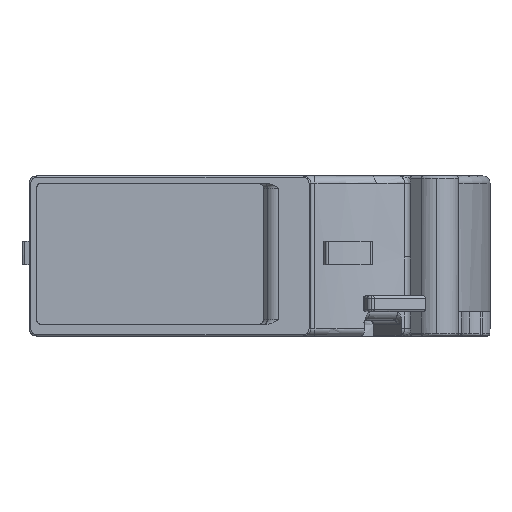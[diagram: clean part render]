
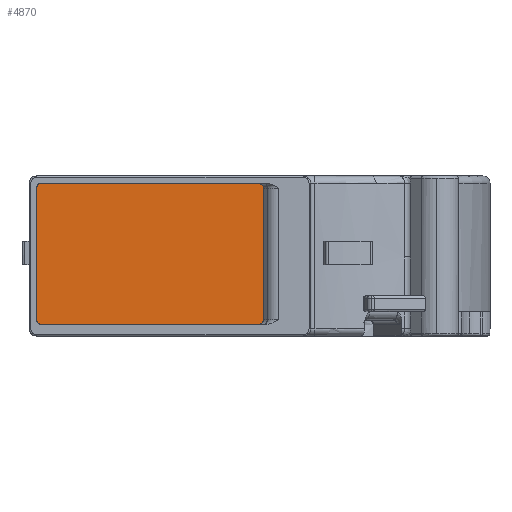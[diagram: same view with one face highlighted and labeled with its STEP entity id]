
A CAD part, left-side view. The second image highlights one B-rep face of the part: STEP entity #4870.
In plain terms, the highlighted planar face has unit normal (-1, 0, 0).
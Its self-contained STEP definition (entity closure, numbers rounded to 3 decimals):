
#4766=AXIS2_PLACEMENT_3D('Plane Axis2P3D',#4763,#4764,#4765) ;
#4670=CARTESIAN_POINT('Vertex',(-48.,6.445,2.4)) ;
#4673=CARTESIAN_POINT('Line Origine',(-48.,28.722,2.4)) ;
#4677=CARTESIAN_POINT('Vertex',(-48.,51.,2.4)) ;
#4710=CARTESIAN_POINT('Vertex',(-48.,52.,3.4)) ;
#4713=CARTESIAN_POINT('Line Origine',(-48.,52.,16.95)) ;
#4717=CARTESIAN_POINT('Vertex',(-48.,52.,30.5)) ;
#4763=CARTESIAN_POINT('Axis2P3D Location',(-48.,0.,0.)) ;
#4769=CARTESIAN_POINT('Control Point',(-48.,52.,3.4)) ;
#4770=CARTESIAN_POINT('Control Point',(-48.,52.,3.302)) ;
#4771=CARTESIAN_POINT('Control Point',(-48.,51.988,3.204)) ;
#4772=CARTESIAN_POINT('Control Point',(-48.,51.964,3.108)) ;
#4773=CARTESIAN_POINT('Control Point',(-48.,51.893,2.924)) ;
#4774=CARTESIAN_POINT('Control Point',(-48.,51.78,2.762)) ;
#4775=CARTESIAN_POINT('Control Point',(-48.,51.713,2.689)) ;
#4776=CARTESIAN_POINT('Control Point',(-48.,51.564,2.56)) ;
#4777=CARTESIAN_POINT('Control Point',(-48.,51.388,2.47)) ;
#4778=CARTESIAN_POINT('Control Point',(-48.,51.295,2.437)) ;
#4779=CARTESIAN_POINT('Control Point',(-48.,51.179,2.41)) ;
#4780=CARTESIAN_POINT('Control Point',(-48.,51.061,2.402)) ;
#4781=CARTESIAN_POINT('Control Point',(-48.,51.04,2.401)) ;
#4782=CARTESIAN_POINT('Control Point',(-48.,51.02,2.4)) ;
#4783=CARTESIAN_POINT('Control Point',(-48.,51.,2.4)) ;
#4786=CARTESIAN_POINT('Control Point',(-48.,6.445,2.4)) ;
#4787=CARTESIAN_POINT('Control Point',(-48.,6.434,2.4)) ;
#4788=CARTESIAN_POINT('Control Point',(-48.,6.424,2.4)) ;
#4789=CARTESIAN_POINT('Control Point',(-48.,6.423,2.4)) ;
#4790=CARTESIAN_POINT('Control Point',(-48.,6.306,2.402)) ;
#4791=CARTESIAN_POINT('Control Point',(-48.,6.19,2.414)) ;
#4792=CARTESIAN_POINT('Control Point',(-48.,6.083,2.434)) ;
#4793=CARTESIAN_POINT('Control Point',(-48.,5.842,2.501)) ;
#4794=CARTESIAN_POINT('Control Point',(-48.,5.62,2.616)) ;
#4795=CARTESIAN_POINT('Control Point',(-48.,5.504,2.696)) ;
#4796=CARTESIAN_POINT('Control Point',(-48.,5.367,2.826)) ;
#4797=CARTESIAN_POINT('Control Point',(-48.,5.266,2.981)) ;
#4798=CARTESIAN_POINT('Control Point',(-48.,5.243,3.022)) ;
#4799=CARTESIAN_POINT('Control Point',(-48.,5.197,3.118)) ;
#4800=CARTESIAN_POINT('Control Point',(-48.,5.166,3.22)) ;
#4801=CARTESIAN_POINT('Control Point',(-48.,5.155,3.28)) ;
#4802=CARTESIAN_POINT('Control Point',(-48.,5.149,3.34)) ;
#4803=CARTESIAN_POINT('Control Point',(-48.,5.149,3.4)) ;
#4804=CARTESIAN_POINT('Vertex',(-48.,5.149,3.4)) ;
#4807=CARTESIAN_POINT('Line Origine',(-48.,5.149,16.95)) ;
#4811=CARTESIAN_POINT('Vertex',(-48.,5.149,30.5)) ;
#4815=CARTESIAN_POINT('Control Point',(-48.,5.149,30.5)) ;
#4816=CARTESIAN_POINT('Control Point',(-48.,5.149,30.505)) ;
#4817=CARTESIAN_POINT('Control Point',(-48.,5.149,30.511)) ;
#4818=CARTESIAN_POINT('Control Point',(-48.,5.149,30.511)) ;
#4819=CARTESIAN_POINT('Control Point',(-48.,5.15,30.572)) ;
#4820=CARTESIAN_POINT('Control Point',(-48.,5.157,30.632)) ;
#4821=CARTESIAN_POINT('Control Point',(-48.,5.169,30.687)) ;
#4822=CARTESIAN_POINT('Control Point',(-48.,5.201,30.793)) ;
#4823=CARTESIAN_POINT('Control Point',(-48.,5.25,30.893)) ;
#4824=CARTESIAN_POINT('Control Point',(-48.,5.278,30.94)) ;
#4825=CARTESIAN_POINT('Control Point',(-48.,5.392,31.104)) ;
#4826=CARTESIAN_POINT('Control Point',(-48.,5.546,31.237)) ;
#4827=CARTESIAN_POINT('Control Point',(-48.,5.672,31.316)) ;
#4828=CARTESIAN_POINT('Control Point',(-48.,5.898,31.42)) ;
#4829=CARTESIAN_POINT('Control Point',(-48.,6.14,31.477)) ;
#4830=CARTESIAN_POINT('Control Point',(-48.,6.241,31.492)) ;
#4831=CARTESIAN_POINT('Control Point',(-48.,6.343,31.5)) ;
#4832=CARTESIAN_POINT('Control Point',(-48.,6.445,31.5)) ;
#4833=CARTESIAN_POINT('Vertex',(-48.,6.445,31.5)) ;
#4836=CARTESIAN_POINT('Line Origine',(-48.,28.722,31.5)) ;
#4840=CARTESIAN_POINT('Vertex',(-48.,51.,31.5)) ;
#4844=CARTESIAN_POINT('Control Point',(-48.,51.,31.5)) ;
#4845=CARTESIAN_POINT('Control Point',(-48.,51.098,31.5)) ;
#4846=CARTESIAN_POINT('Control Point',(-48.,51.196,31.488)) ;
#4847=CARTESIAN_POINT('Control Point',(-48.,51.292,31.464)) ;
#4848=CARTESIAN_POINT('Control Point',(-48.,51.476,31.393)) ;
#4849=CARTESIAN_POINT('Control Point',(-48.,51.638,31.28)) ;
#4850=CARTESIAN_POINT('Control Point',(-48.,51.711,31.213)) ;
#4851=CARTESIAN_POINT('Control Point',(-48.,51.84,31.064)) ;
#4852=CARTESIAN_POINT('Control Point',(-48.,51.93,30.888)) ;
#4853=CARTESIAN_POINT('Control Point',(-48.,51.963,30.795)) ;
#4854=CARTESIAN_POINT('Control Point',(-48.,51.99,30.679)) ;
#4855=CARTESIAN_POINT('Control Point',(-48.,51.998,30.561)) ;
#4856=CARTESIAN_POINT('Control Point',(-48.,51.999,30.54)) ;
#4857=CARTESIAN_POINT('Control Point',(-48.,52.,30.52)) ;
#4858=CARTESIAN_POINT('Control Point',(-48.,52.,30.5)) ;
#4674=DIRECTION('Vector Direction',(0.,-1.,0.)) ;
#4714=DIRECTION('Vector Direction',(0.,0.,-1.)) ;
#4764=DIRECTION('Axis2P3D Direction',(1.,-0.,0.)) ;
#4765=DIRECTION('Axis2P3D XDirection',(0.,0.,-1.)) ;
#4808=DIRECTION('Vector Direction',(0.,0.,-1.)) ;
#4837=DIRECTION('Vector Direction',(0.,1.,0.)) ;
#4675=VECTOR('Line Direction',#4674,1.) ;
#4715=VECTOR('Line Direction',#4714,1.) ;
#4809=VECTOR('Line Direction',#4808,1.) ;
#4838=VECTOR('Line Direction',#4837,1.) ;
#4861=ORIENTED_EDGE('',*,*,#4719,.T.) ;
#4862=ORIENTED_EDGE('',*,*,#4784,.T.) ;
#4863=ORIENTED_EDGE('',*,*,#4679,.T.) ;
#4864=ORIENTED_EDGE('',*,*,#4806,.T.) ;
#4865=ORIENTED_EDGE('',*,*,#4813,.F.) ;
#4866=ORIENTED_EDGE('',*,*,#4835,.T.) ;
#4867=ORIENTED_EDGE('',*,*,#4842,.T.) ;
#4868=ORIENTED_EDGE('',*,*,#4859,.T.) ;
#4870=ADVANCED_FACE('NONE',(#4869),#4767,.F.) ;
#4768=B_SPLINE_CURVE_WITH_KNOTS('',5,(#4769,#4770,#4771,#4772,#4773,#4774,#4775,#4776,#4777,#4778,#4779,#4780,#4781,#4782,#4783),.UNSPECIFIED.,.F.,.U.,(6,3,3,3,6),(0.,0.693,1.386,2.078,2.221),.UNSPECIFIED.) ;
#4785=B_SPLINE_CURVE_WITH_KNOTS('',5,(#4786,#4787,#4788,#4789,#4790,#4791,#4792,#4793,#4794,#4795,#4796,#4797,#4798,#4799,#4800,#4801,#4802,#4803),.UNSPECIFIED.,.F.,.U.,(6,3,3,3,3,6),(0.,0.051,0.823,1.808,2.134,2.56),.UNSPECIFIED.) ;
#4814=B_SPLINE_CURVE_WITH_KNOTS('',5,(#4815,#4816,#4817,#4818,#4819,#4820,#4821,#4822,#4823,#4824,#4825,#4826,#4827,#4828,#4829,#4830,#4831,#4832),.UNSPECIFIED.,.F.,.U.,(6,3,3,3,3,6),(0.,0.027,0.426,0.809,1.84,2.56),.UNSPECIFIED.) ;
#4843=B_SPLINE_CURVE_WITH_KNOTS('',5,(#4844,#4845,#4846,#4847,#4848,#4849,#4850,#4851,#4852,#4853,#4854,#4855,#4856,#4857,#4858),.UNSPECIFIED.,.F.,.U.,(6,3,3,3,6),(0.,0.693,1.386,2.078,2.221),.UNSPECIFIED.) ;
#4679=EDGE_CURVE('',#4678,#4671,#4676,.T.) ;
#4719=EDGE_CURVE('',#4718,#4711,#4716,.T.) ;
#4784=EDGE_CURVE('',#4711,#4678,#4768,.T.) ;
#4806=EDGE_CURVE('',#4671,#4805,#4785,.T.) ;
#4813=EDGE_CURVE('',#4812,#4805,#4810,.T.) ;
#4835=EDGE_CURVE('',#4812,#4834,#4814,.T.) ;
#4842=EDGE_CURVE('',#4834,#4841,#4839,.T.) ;
#4859=EDGE_CURVE('',#4841,#4718,#4843,.T.) ;
#4860=EDGE_LOOP('',(#4861,#4862,#4863,#4864,#4865,#4866,#4867,#4868)) ;
#4869=FACE_OUTER_BOUND('',#4860,.T.) ;
#4676=LINE('Line',#4673,#4675) ;
#4716=LINE('Line',#4713,#4715) ;
#4810=LINE('Line',#4807,#4809) ;
#4839=LINE('Line',#4836,#4838) ;
#4767=PLANE('',#4766) ;
#4671=VERTEX_POINT('',#4670) ;
#4678=VERTEX_POINT('',#4677) ;
#4711=VERTEX_POINT('',#4710) ;
#4718=VERTEX_POINT('',#4717) ;
#4805=VERTEX_POINT('',#4804) ;
#4812=VERTEX_POINT('',#4811) ;
#4834=VERTEX_POINT('',#4833) ;
#4841=VERTEX_POINT('',#4840) ;
